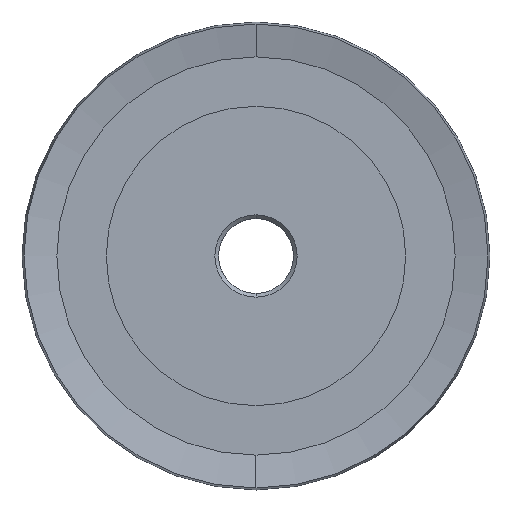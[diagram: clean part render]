
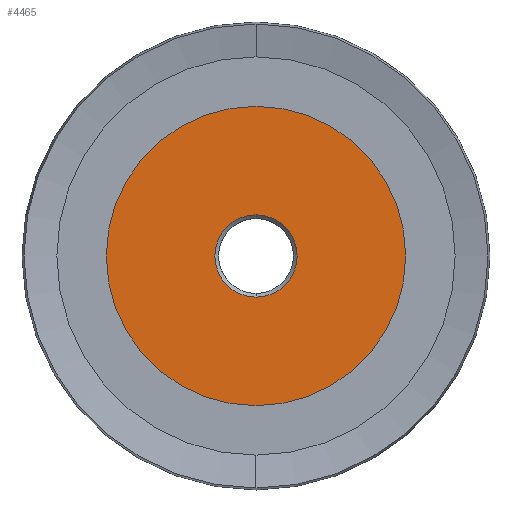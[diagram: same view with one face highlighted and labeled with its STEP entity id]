
A CAD part, left-side view. The second image highlights one B-rep face of the part: STEP entity #4465.
In plain terms, the highlighted planar face has unit normal (-1, 0, 0).
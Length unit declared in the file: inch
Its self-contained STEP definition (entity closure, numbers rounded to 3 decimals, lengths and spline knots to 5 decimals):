
#131 = EDGE_CURVE ( 'NONE', #6378, #1910, #5573, .T. ) ;
#425 = CARTESIAN_POINT ( 'NONE',  ( 0., 0., 0. ) ) ;
#575 = VERTEX_POINT ( 'NONE', #7707 ) ;
#609 = EDGE_CURVE ( 'NONE', #575, #3489, #2549, .T. ) ;
#1584 = ORIENTED_EDGE ( 'NONE', *, *, #131, .T. ) ;
#1659 = ORIENTED_EDGE ( 'NONE', *, *, #4138, .T. ) ;
#1792 = AXIS2_PLACEMENT_3D ( 'NONE', #3786, #8969, #4518 ) ;
#1910 = VERTEX_POINT ( 'NONE', #5429 ) ;
#2048 = DIRECTION ( 'NONE',  ( -1., 0., 0. ) ) ;
#2087 = AXIS2_PLACEMENT_3D ( 'NONE', #425, #3344, #8540 ) ;
#2211 = CARTESIAN_POINT ( 'NONE',  ( 0., 0., 0. ) ) ;
#2255 = AXIS2_PLACEMENT_3D ( 'NONE', #2211, #7370, #2946 ) ;
#2549 = CIRCLE ( 'NONE', #2255, 0.1375 ) ;
#2618 = CARTESIAN_POINT ( 'NONE',  ( 0., 0., -0.1375 ) ) ;
#2946 = DIRECTION ( 'NONE',  ( 0., 0., 1. ) ) ;
#3344 = DIRECTION ( 'NONE',  ( -1., 0., 0. ) ) ;
#3398 = EDGE_LOOP ( 'NONE', ( #5604, #4965 ) ) ;
#3489 = VERTEX_POINT ( 'NONE', #2618 ) ;
#3646 = CIRCLE ( 'NONE', #8410, 0.1375 ) ;
#3747 = CARTESIAN_POINT ( 'NONE',  ( 0., 0., 0. ) ) ;
#3786 = CARTESIAN_POINT ( 'NONE',  ( 0., 0., 0. ) ) ;
#4138 = EDGE_CURVE ( 'NONE', #1910, #6378, #6151, .T. ) ;
#4465 = ADVANCED_FACE ( 'NONE', ( #7771, #8696 ), #7799, .T. ) ;
#4481 = DIRECTION ( 'NONE',  ( 0., 0., 1. ) ) ;
#4518 = DIRECTION ( 'NONE',  ( 0., 0., 1. ) ) ;
#4590 = AXIS2_PLACEMENT_3D ( 'NONE', #6465, #2048, #7202 ) ;
#4861 = CARTESIAN_POINT ( 'NONE',  ( 0., 0., -0.5 ) ) ;
#4965 = ORIENTED_EDGE ( 'NONE', *, *, #8275, .T. ) ;
#5429 = CARTESIAN_POINT ( 'NONE',  ( 0., 0., 0.5 ) ) ;
#5573 = CIRCLE ( 'NONE', #4590, 0.5 ) ;
#5604 = ORIENTED_EDGE ( 'NONE', *, *, #609, .T. ) ;
#6151 = CIRCLE ( 'NONE', #1792, 0.5 ) ;
#6378 = VERTEX_POINT ( 'NONE', #4861 ) ;
#6465 = CARTESIAN_POINT ( 'NONE',  ( 0., 0., 0. ) ) ;
#6923 = EDGE_LOOP ( 'NONE', ( #1584, #1659 ) ) ;
#7202 = DIRECTION ( 'NONE',  ( 0., 0., 1. ) ) ;
#7370 = DIRECTION ( 'NONE',  ( 1., 0., 0. ) ) ;
#7707 = CARTESIAN_POINT ( 'NONE',  ( 0., 0., 0.1375 ) ) ;
#7771 = FACE_BOUND ( 'NONE', #3398, .T. ) ;
#7799 = PLANE ( 'NONE',  #2087 ) ;
#8275 = EDGE_CURVE ( 'NONE', #3489, #575, #3646, .T. ) ;
#8410 = AXIS2_PLACEMENT_3D ( 'NONE', #3747, #8930, #4481 ) ;
#8540 = DIRECTION ( 'NONE',  ( 0., 0., 1. ) ) ;
#8696 = FACE_OUTER_BOUND ( 'NONE', #6923, .T. ) ;
#8930 = DIRECTION ( 'NONE',  ( 1., 0., 0. ) ) ;
#8969 = DIRECTION ( 'NONE',  ( -1., 0., 0. ) ) ;
